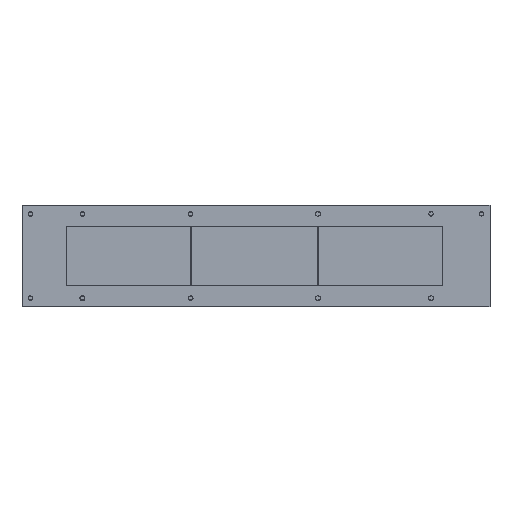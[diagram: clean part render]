
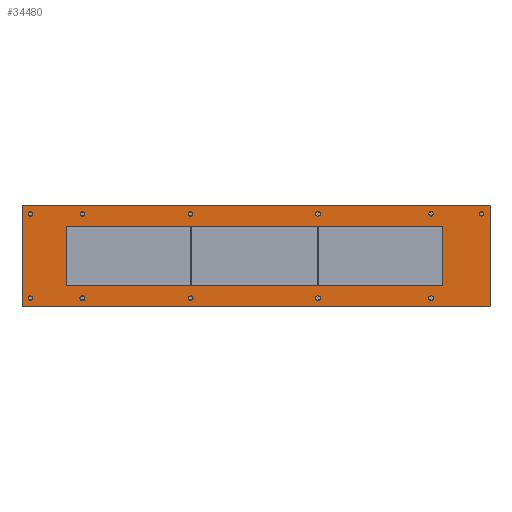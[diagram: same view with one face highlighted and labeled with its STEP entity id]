
A CAD part, front view. The second image highlights one B-rep face of the part: STEP entity #34480.
In plain terms, the highlighted planar face has unit normal (0, -1, 0).
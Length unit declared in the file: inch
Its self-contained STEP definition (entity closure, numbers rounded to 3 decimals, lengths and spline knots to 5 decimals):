
#836=FACE_BOUND('',#6665,.T.);
#837=FACE_BOUND('',#6666,.T.);
#838=FACE_BOUND('',#6667,.T.);
#839=FACE_BOUND('',#6668,.T.);
#840=FACE_BOUND('',#6669,.T.);
#841=FACE_BOUND('',#6670,.T.);
#842=FACE_BOUND('',#6671,.T.);
#843=FACE_BOUND('',#6672,.T.);
#844=FACE_BOUND('',#6673,.T.);
#845=FACE_BOUND('',#6674,.T.);
#846=FACE_BOUND('',#6675,.T.);
#847=FACE_BOUND('',#6676,.T.);
#1791=PLANE('',#37364);
#4173=FACE_OUTER_BOUND('',#6664,.T.);
#6664=EDGE_LOOP('',(#29873,#29874,#29875,#29876));
#6665=EDGE_LOOP('',(#29877));
#6666=EDGE_LOOP('',(#29878));
#6667=EDGE_LOOP('',(#29879));
#6668=EDGE_LOOP('',(#29880));
#6669=EDGE_LOOP('',(#29881));
#6670=EDGE_LOOP('',(#29882));
#6671=EDGE_LOOP('',(#29883));
#6672=EDGE_LOOP('',(#29884));
#6673=EDGE_LOOP('',(#29885));
#6674=EDGE_LOOP('',(#29886));
#6675=EDGE_LOOP('',(#29887));
#6676=EDGE_LOOP('',(#29888,#29889,#29890,#29891));
#9723=LINE('',#54609,#13232);
#9726=LINE('',#54615,#13235);
#9729=LINE('',#54621,#13238);
#9732=LINE('',#54625,#13241);
#9735=LINE('',#54633,#13244);
#9738=LINE('',#54639,#13247);
#9741=LINE('',#54645,#13250);
#9744=LINE('',#54649,#13253);
#13232=VECTOR('',#44977,0.3937);
#13235=VECTOR('',#44982,0.3937);
#13238=VECTOR('',#44987,0.3937);
#13241=VECTOR('',#44992,0.3937);
#13244=VECTOR('',#44997,0.3937);
#13247=VECTOR('',#45002,0.3937);
#13250=VECTOR('',#45007,0.3937);
#13253=VECTOR('',#45012,0.3937);
#15169=CIRCLE('',#37324,0.14978);
#15171=CIRCLE('',#37327,0.13785);
#15173=CIRCLE('',#37330,0.13918);
#15175=CIRCLE('',#37333,0.13768);
#15177=CIRCLE('',#37336,0.14072);
#15179=CIRCLE('',#37339,0.1372);
#15181=CIRCLE('',#37342,0.13901);
#15183=CIRCLE('',#37345,0.13323);
#15185=CIRCLE('',#37348,0.13387);
#15187=CIRCLE('',#37351,0.1375);
#15189=CIRCLE('',#37354,0.13957);
#17574=VERTEX_POINT('',#54539);
#17576=VERTEX_POINT('',#54545);
#17578=VERTEX_POINT('',#54551);
#17580=VERTEX_POINT('',#54557);
#17582=VERTEX_POINT('',#54563);
#17584=VERTEX_POINT('',#54569);
#17586=VERTEX_POINT('',#54575);
#17588=VERTEX_POINT('',#54581);
#17590=VERTEX_POINT('',#54587);
#17592=VERTEX_POINT('',#54593);
#17594=VERTEX_POINT('',#54599);
#17597=VERTEX_POINT('',#54606);
#17598=VERTEX_POINT('',#54608);
#17600=VERTEX_POINT('',#54614);
#17602=VERTEX_POINT('',#54620);
#17605=VERTEX_POINT('',#54630);
#17606=VERTEX_POINT('',#54632);
#17608=VERTEX_POINT('',#54638);
#17610=VERTEX_POINT('',#54644);
#21797=EDGE_CURVE('',#17574,#17574,#15169,.T.);
#21800=EDGE_CURVE('',#17576,#17576,#15171,.T.);
#21803=EDGE_CURVE('',#17578,#17578,#15173,.T.);
#21806=EDGE_CURVE('',#17580,#17580,#15175,.T.);
#21809=EDGE_CURVE('',#17582,#17582,#15177,.T.);
#21812=EDGE_CURVE('',#17584,#17584,#15179,.T.);
#21815=EDGE_CURVE('',#17586,#17586,#15181,.T.);
#21818=EDGE_CURVE('',#17588,#17588,#15183,.T.);
#21821=EDGE_CURVE('',#17590,#17590,#15185,.T.);
#21824=EDGE_CURVE('',#17592,#17592,#15187,.T.);
#21827=EDGE_CURVE('',#17594,#17594,#15189,.T.);
#21830=EDGE_CURVE('',#17598,#17597,#9723,.T.);
#21833=EDGE_CURVE('',#17600,#17598,#9726,.T.);
#21836=EDGE_CURVE('',#17602,#17600,#9729,.T.);
#21839=EDGE_CURVE('',#17597,#17602,#9732,.T.);
#21842=EDGE_CURVE('',#17606,#17605,#9735,.T.);
#21845=EDGE_CURVE('',#17608,#17606,#9738,.T.);
#21848=EDGE_CURVE('',#17610,#17608,#9741,.T.);
#21851=EDGE_CURVE('',#17605,#17610,#9744,.T.);
#29873=ORIENTED_EDGE('',*,*,#21851,.T.);
#29874=ORIENTED_EDGE('',*,*,#21848,.T.);
#29875=ORIENTED_EDGE('',*,*,#21845,.T.);
#29876=ORIENTED_EDGE('',*,*,#21842,.T.);
#29877=ORIENTED_EDGE('',*,*,#21797,.T.);
#29878=ORIENTED_EDGE('',*,*,#21800,.T.);
#29879=ORIENTED_EDGE('',*,*,#21803,.T.);
#29880=ORIENTED_EDGE('',*,*,#21806,.T.);
#29881=ORIENTED_EDGE('',*,*,#21809,.T.);
#29882=ORIENTED_EDGE('',*,*,#21812,.T.);
#29883=ORIENTED_EDGE('',*,*,#21815,.T.);
#29884=ORIENTED_EDGE('',*,*,#21818,.T.);
#29885=ORIENTED_EDGE('',*,*,#21821,.T.);
#29886=ORIENTED_EDGE('',*,*,#21824,.T.);
#29887=ORIENTED_EDGE('',*,*,#21827,.T.);
#29888=ORIENTED_EDGE('',*,*,#21839,.T.);
#29889=ORIENTED_EDGE('',*,*,#21836,.T.);
#29890=ORIENTED_EDGE('',*,*,#21833,.T.);
#29891=ORIENTED_EDGE('',*,*,#21830,.T.);
#34480=ADVANCED_FACE('',(#4173,#836,#837,#838,#839,#840,#841,#842,#843,
#844,#845,#846,#847),#1791,.T.);
#37324=AXIS2_PLACEMENT_3D('',#54541,#44901,#44902);
#37327=AXIS2_PLACEMENT_3D('',#54547,#44908,#44909);
#37330=AXIS2_PLACEMENT_3D('',#54553,#44915,#44916);
#37333=AXIS2_PLACEMENT_3D('',#54559,#44922,#44923);
#37336=AXIS2_PLACEMENT_3D('',#54565,#44929,#44930);
#37339=AXIS2_PLACEMENT_3D('',#54571,#44936,#44937);
#37342=AXIS2_PLACEMENT_3D('',#54577,#44943,#44944);
#37345=AXIS2_PLACEMENT_3D('',#54583,#44950,#44951);
#37348=AXIS2_PLACEMENT_3D('',#54589,#44957,#44958);
#37351=AXIS2_PLACEMENT_3D('',#54595,#44964,#44965);
#37354=AXIS2_PLACEMENT_3D('',#54601,#44971,#44972);
#37364=AXIS2_PLACEMENT_3D('',#54651,#45015,#45016);
#44901=DIRECTION('center_axis',(0.,1.,0.));
#44902=DIRECTION('ref_axis',(-1.,0.,0.));
#44908=DIRECTION('center_axis',(0.,1.,0.));
#44909=DIRECTION('ref_axis',(-1.,0.,0.));
#44915=DIRECTION('center_axis',(0.,1.,0.));
#44916=DIRECTION('ref_axis',(-1.,0.,0.));
#44922=DIRECTION('center_axis',(0.,1.,0.));
#44923=DIRECTION('ref_axis',(-1.,0.,0.));
#44929=DIRECTION('center_axis',(0.,1.,0.));
#44930=DIRECTION('ref_axis',(-1.,0.,0.));
#44936=DIRECTION('center_axis',(0.,1.,0.));
#44937=DIRECTION('ref_axis',(-1.,0.,0.));
#44943=DIRECTION('center_axis',(0.,1.,0.));
#44944=DIRECTION('ref_axis',(-1.,0.,0.));
#44950=DIRECTION('center_axis',(0.,1.,0.));
#44951=DIRECTION('ref_axis',(-1.,0.,0.));
#44957=DIRECTION('center_axis',(0.,1.,0.));
#44958=DIRECTION('ref_axis',(-1.,0.,0.));
#44964=DIRECTION('center_axis',(0.,1.,0.));
#44965=DIRECTION('ref_axis',(-1.,0.,0.));
#44971=DIRECTION('center_axis',(0.,1.,0.));
#44972=DIRECTION('ref_axis',(-1.,0.,0.));
#44977=DIRECTION('',(0.,0.,-1.));
#44982=DIRECTION('',(1.,0.,0.));
#44987=DIRECTION('',(0.,0.,1.));
#44992=DIRECTION('',(-1.,0.,0.));
#44997=DIRECTION('',(0.,0.,-1.));
#45002=DIRECTION('',(-1.,0.,0.));
#45007=DIRECTION('',(0.,0.,1.));
#45012=DIRECTION('',(1.,0.,0.));
#45015=DIRECTION('center_axis',(0.,-1.,0.));
#45016=DIRECTION('ref_axis',(0.,0.,-1.));
#54539=CARTESIAN_POINT('',(-2.49206,-0.125,-2.5));
#54541=CARTESIAN_POINT('Origin',(-2.64185,-0.125,-2.5));
#54545=CARTESIAN_POINT('',(11.46245,-0.125,-2.50455));
#54547=CARTESIAN_POINT('Origin',(11.32459,-0.125,-2.50455));
#54551=CARTESIAN_POINT('',(18.16233,-0.125,-2.50455));
#54553=CARTESIAN_POINT('Origin',(18.02315,-0.125,-2.50455));
#54557=CARTESIAN_POINT('',(3.91263,-0.125,-2.50693));
#54559=CARTESIAN_POINT('Origin',(3.77495,-0.125,-2.50693));
#54563=CARTESIAN_POINT('',(-2.50285,-0.125,2.49545));
#54565=CARTESIAN_POINT('Origin',(-2.64357,-0.125,2.49545));
#54569=CARTESIAN_POINT('',(-5.59207,-0.125,-2.50693));
#54571=CARTESIAN_POINT('Origin',(-5.72927,-0.125,-2.50693));
#54575=CARTESIAN_POINT('',(11.4636,-0.125,2.49544));
#54577=CARTESIAN_POINT('Origin',(11.32459,-0.125,2.49544));
#54581=CARTESIAN_POINT('',(18.15638,-0.125,2.49544));
#54583=CARTESIAN_POINT('Origin',(18.02315,-0.125,2.49544));
#54587=CARTESIAN_POINT('',(21.15387,-0.125,2.49544));
#54589=CARTESIAN_POINT('Origin',(21.02,-0.125,2.49544));
#54593=CARTESIAN_POINT('',(3.91245,-0.125,2.49545));
#54595=CARTESIAN_POINT('Origin',(3.77495,-0.125,2.49545));
#54599=CARTESIAN_POINT('',(-5.58727,-0.125,2.49545));
#54601=CARTESIAN_POINT('Origin',(-5.72685,-0.125,2.49545));
#54606=CARTESIAN_POINT('',(18.71815,-0.125,-1.75455));
#54608=CARTESIAN_POINT('',(18.71815,-0.125,1.74545));
#54609=CARTESIAN_POINT('',(18.71815,-0.125,-1.75455));
#54614=CARTESIAN_POINT('',(-3.60185,-0.125,1.74545));
#54615=CARTESIAN_POINT('',(18.71815,-0.125,1.74545));
#54620=CARTESIAN_POINT('',(-3.60185,-0.125,-1.75455));
#54621=CARTESIAN_POINT('',(-3.60185,-0.125,1.74545));
#54625=CARTESIAN_POINT('',(-3.60185,-0.125,-1.75455));
#54630=CARTESIAN_POINT('',(-6.22685,-0.125,-3.00455));
#54632=CARTESIAN_POINT('',(-6.22685,-0.125,2.99545));
#54633=CARTESIAN_POINT('',(-6.22685,-0.125,2.99545));
#54638=CARTESIAN_POINT('',(21.52315,-0.125,2.99545));
#54639=CARTESIAN_POINT('',(21.52315,-0.125,2.99545));
#54644=CARTESIAN_POINT('',(21.52315,-0.125,-3.00455));
#54645=CARTESIAN_POINT('',(21.52315,-0.125,-3.00455));
#54649=CARTESIAN_POINT('',(-6.22685,-0.125,-3.00455));
#54651=CARTESIAN_POINT('Origin',(7.64815,-0.125,-0.00455));
